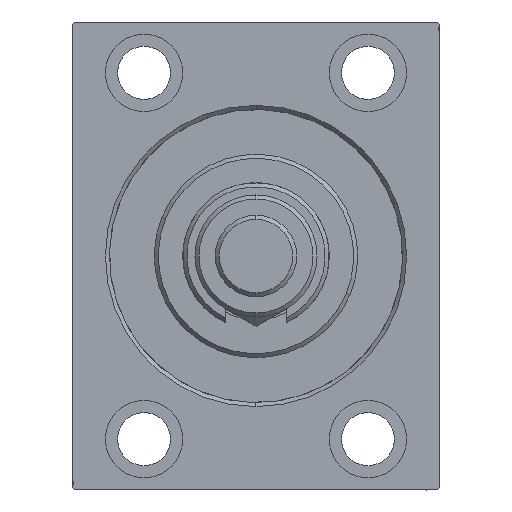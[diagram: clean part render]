
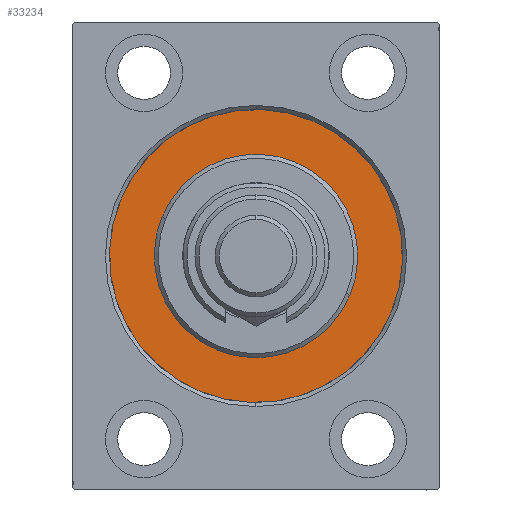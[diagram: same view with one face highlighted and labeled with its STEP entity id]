
A CAD part, left-side view. The second image highlights one B-rep face of the part: STEP entity #33234.
In plain terms, the highlighted face is planar.
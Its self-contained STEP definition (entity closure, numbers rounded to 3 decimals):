
#2028 = FACE_BOUND ( 'NONE', #13260, .T. ) ;
#2502 = FACE_OUTER_BOUND ( 'NONE', #34276, .T. ) ;
#3020 = VERTEX_POINT ( 'NONE', #40080 ) ;
#4536 = CARTESIAN_POINT ( 'NONE',  ( 0., 0., 0. ) ) ;
#4538 = VERTEX_POINT ( 'NONE', #14951 ) ;
#5718 = CARTESIAN_POINT ( 'NONE',  ( 0., 0., 0. ) ) ;
#5800 = DIRECTION ( 'NONE',  ( 0., 0., 1. ) ) ;
#6607 = DIRECTION ( 'NONE',  ( -1., 0., 0. ) ) ;
#6957 = AXIS2_PLACEMENT_3D ( 'NONE', #4536, #43924, #37322 ) ;
#9824 = PLANE ( 'NONE',  #14624 ) ;
#10489 = CARTESIAN_POINT ( 'NONE',  ( 0., 0., 36. ) ) ;
#11282 = DIRECTION ( 'NONE',  ( 0., 0., -1. ) ) ;
#11318 = ORIENTED_EDGE ( 'NONE', *, *, #41883, .F. ) ;
#13126 = CARTESIAN_POINT ( 'NONE',  ( 0., 0., 0. ) ) ;
#13158 = AXIS2_PLACEMENT_3D ( 'NONE', #18570, #26349, #11282 ) ;
#13260 = EDGE_LOOP ( 'NONE', ( #23778, #11318 ) ) ;
#14624 = AXIS2_PLACEMENT_3D ( 'NONE', #13126, #16906, #5800 ) ;
#14951 = CARTESIAN_POINT ( 'NONE',  ( 0., 0., 25. ) ) ;
#16906 = DIRECTION ( 'NONE',  ( -1., 0., 0. ) ) ;
#18570 = CARTESIAN_POINT ( 'NONE',  ( 0., 0., 0. ) ) ;
#19869 = EDGE_CURVE ( 'NONE', #40101, #3020, #43743, .T. ) ;
#20343 = DIRECTION ( 'NONE',  ( 1., 0., 0. ) ) ;
#22101 = VERTEX_POINT ( 'NONE', #31976 ) ;
#22574 = EDGE_CURVE ( 'NONE', #3020, #40101, #36301, .T. ) ;
#23778 = ORIENTED_EDGE ( 'NONE', *, *, #39491, .F. ) ;
#26349 = DIRECTION ( 'NONE',  ( 1., 0., 0. ) ) ;
#27256 = ORIENTED_EDGE ( 'NONE', *, *, #22574, .F. ) ;
#27834 = DIRECTION ( 'NONE',  ( 0., 0., 1. ) ) ;
#28066 = CARTESIAN_POINT ( 'NONE',  ( 0., 0., 0. ) ) ;
#29421 = AXIS2_PLACEMENT_3D ( 'NONE', #28066, #6607, #27834 ) ;
#30722 = DIRECTION ( 'NONE',  ( 0., 0., -1. ) ) ;
#31235 = CIRCLE ( 'NONE', #13158, 25. ) ;
#31976 = CARTESIAN_POINT ( 'NONE',  ( 0., 0., -25. ) ) ;
#32081 = AXIS2_PLACEMENT_3D ( 'NONE', #5718, #20343, #30722 ) ;
#33234 = ADVANCED_FACE ( 'NONE', ( #2028, #2502 ), #9824, .F. ) ;
#34276 = EDGE_LOOP ( 'NONE', ( #27256, #46327 ) ) ;
#36301 = CIRCLE ( 'NONE', #6957, 36. ) ;
#37322 = DIRECTION ( 'NONE',  ( 0., 0., 1. ) ) ;
#39491 = EDGE_CURVE ( 'NONE', #4538, #22101, #31235, .T. ) ;
#40080 = CARTESIAN_POINT ( 'NONE',  ( 0., 0., -36. ) ) ;
#40101 = VERTEX_POINT ( 'NONE', #10489 ) ;
#41105 = CIRCLE ( 'NONE', #32081, 25. ) ;
#41883 = EDGE_CURVE ( 'NONE', #22101, #4538, #41105, .T. ) ;
#43743 = CIRCLE ( 'NONE', #29421, 36. ) ;
#43924 = DIRECTION ( 'NONE',  ( -1., 0., 0. ) ) ;
#46327 = ORIENTED_EDGE ( 'NONE', *, *, #19869, .F. ) ;
